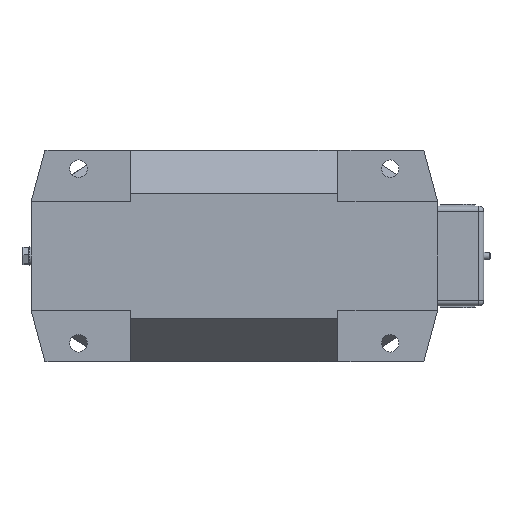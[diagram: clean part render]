
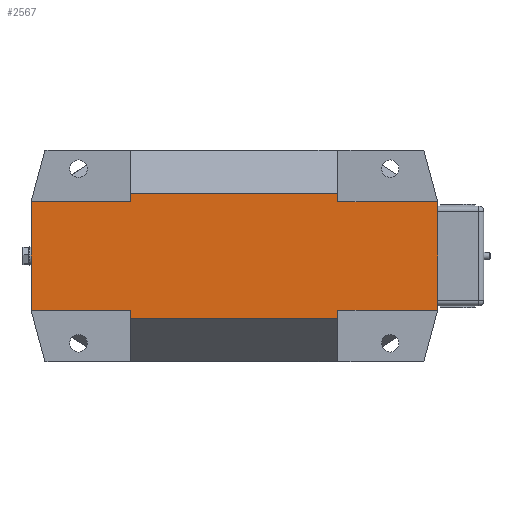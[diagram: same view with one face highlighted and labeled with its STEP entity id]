
A CAD part, front view. The second image highlights one B-rep face of the part: STEP entity #2567.
In plain terms, the highlighted planar face has unit normal (0, -1, 0).
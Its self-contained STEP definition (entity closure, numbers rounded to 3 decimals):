
#58 = LINE ( 'NONE', #3180, #4210 ) ;
#283 = CARTESIAN_POINT ( 'NONE',  ( -163., 3., 43.5 ) ) ;
#660 = EDGE_CURVE ( 'NONE', #3931, #1908, #5406, .T. ) ;
#669 = EDGE_CURVE ( 'NONE', #6346, #5067, #58, .T. ) ;
#706 = CARTESIAN_POINT ( 'NONE',  ( -83., 3., -50. ) ) ;
#725 = DIRECTION ( 'NONE',  ( 0., 1., 0. ) ) ;
#844 = LINE ( 'NONE', #2373, #7503 ) ;
#1234 = LINE ( 'NONE', #2654, #3371 ) ;
#1350 = CARTESIAN_POINT ( 'NONE',  ( 83., 3., 50. ) ) ;
#1524 = EDGE_CURVE ( 'NONE', #4406, #2814, #1793, .T. ) ;
#1787 = CARTESIAN_POINT ( 'NONE',  ( -83., 3., -85.001 ) ) ;
#1793 = LINE ( 'NONE', #4881, #2157 ) ;
#1908 = VERTEX_POINT ( 'NONE', #2846 ) ;
#2157 = VECTOR ( 'NONE', #7943, 1000. ) ;
#2325 = DIRECTION ( 'NONE',  ( 1., 0., 0. ) ) ;
#2369 = ORIENTED_EDGE ( 'NONE', *, *, #1524, .T. ) ;
#2373 = CARTESIAN_POINT ( 'NONE',  ( -83., 3., -85.001 ) ) ;
#2455 = ORIENTED_EDGE ( 'NONE', *, *, #8422, .T. ) ;
#2560 = ORIENTED_EDGE ( 'NONE', *, *, #3935, .F. ) ;
#2567 = ADVANCED_FACE ( 'NONE', ( #6082 ), #3720, .F. ) ;
#2654 = CARTESIAN_POINT ( 'NONE',  ( 163., 3., 43.5 ) ) ;
#2687 = CARTESIAN_POINT ( 'NONE',  ( 83., 3., 43.5 ) ) ;
#2814 = VERTEX_POINT ( 'NONE', #1350 ) ;
#2846 = CARTESIAN_POINT ( 'NONE',  ( -83., 3., 43.5 ) ) ;
#2867 = EDGE_CURVE ( 'NONE', #6787, #3931, #6059, .T. ) ;
#3179 = DIRECTION ( 'NONE',  ( 0., 0., 1. ) ) ;
#3180 = CARTESIAN_POINT ( 'NONE',  ( 83., 3., -50. ) ) ;
#3206 = CARTESIAN_POINT ( 'NONE',  ( -163., 3., 43.5 ) ) ;
#3371 = VECTOR ( 'NONE', #6679, 1000. ) ;
#3580 = CARTESIAN_POINT ( 'NONE',  ( -83., 3., 50. ) ) ;
#3720 = PLANE ( 'NONE',  #7271 ) ;
#3723 = CARTESIAN_POINT ( 'NONE',  ( 163., 3., -43.5 ) ) ;
#3874 = VERTEX_POINT ( 'NONE', #3723 ) ;
#3926 = EDGE_CURVE ( 'NONE', #4406, #9560, #6375, .T. ) ;
#3931 = VERTEX_POINT ( 'NONE', #283 ) ;
#3935 = EDGE_CURVE ( 'NONE', #5067, #9862, #5586, .T. ) ;
#4059 = DIRECTION ( 'NONE',  ( 0., 0., 1. ) ) ;
#4069 = VECTOR ( 'NONE', #9345, 1000. ) ;
#4210 = VECTOR ( 'NONE', #7807, 1000. ) ;
#4406 = VERTEX_POINT ( 'NONE', #2687 ) ;
#4495 = VECTOR ( 'NONE', #6063, 1000. ) ;
#4827 = CARTESIAN_POINT ( 'NONE',  ( 83., 3., -85.001 ) ) ;
#4875 = DIRECTION ( 'NONE',  ( 1., 0., 0. ) ) ;
#4881 = CARTESIAN_POINT ( 'NONE',  ( 83., 3., -85.001 ) ) ;
#5067 = VERTEX_POINT ( 'NONE', #706 ) ;
#5406 = LINE ( 'NONE', #7706, #8560 ) ;
#5586 = LINE ( 'NONE', #1787, #8583 ) ;
#5640 = CARTESIAN_POINT ( 'NONE',  ( -83., 3., -43.5 ) ) ;
#5649 = CARTESIAN_POINT ( 'NONE',  ( 83., 3., -43.5 ) ) ;
#5815 = EDGE_CURVE ( 'NONE', #8837, #3874, #8243, .T. ) ;
#5873 = DIRECTION ( 'NONE',  ( 1., 0., 0. ) ) ;
#5900 = ORIENTED_EDGE ( 'NONE', *, *, #5815, .T. ) ;
#6059 = LINE ( 'NONE', #9300, #4069 ) ;
#6060 = LINE ( 'NONE', #6894, #8320 ) ;
#6063 = DIRECTION ( 'NONE',  ( -1., 0., 0. ) ) ;
#6065 = EDGE_LOOP ( 'NONE', ( #9576, #5900, #9868, #9055, #2369, #2455, #8031, #7751, #7964, #7261, #2560, #7199 ) ) ;
#6082 = FACE_OUTER_BOUND ( 'NONE', #6065, .T. ) ;
#6098 = EDGE_CURVE ( 'NONE', #6787, #9862, #6060, .T. ) ;
#6155 = CARTESIAN_POINT ( 'NONE',  ( -163., 3., -43.5 ) ) ;
#6229 = EDGE_CURVE ( 'NONE', #1908, #7349, #844, .T. ) ;
#6321 = DIRECTION ( 'NONE',  ( 0., 0., 1. ) ) ;
#6346 = VERTEX_POINT ( 'NONE', #8731 ) ;
#6375 = LINE ( 'NONE', #3206, #7608 ) ;
#6679 = DIRECTION ( 'NONE',  ( 0., 0., 1. ) ) ;
#6706 = CARTESIAN_POINT ( 'NONE',  ( 163., 3., 43.5 ) ) ;
#6787 = VERTEX_POINT ( 'NONE', #6155 ) ;
#6894 = CARTESIAN_POINT ( 'NONE',  ( -163., 3., -43.5 ) ) ;
#7199 = ORIENTED_EDGE ( 'NONE', *, *, #669, .F. ) ;
#7261 = ORIENTED_EDGE ( 'NONE', *, *, #6098, .T. ) ;
#7271 = AXIS2_PLACEMENT_3D ( 'NONE', #8977, #725, #9131 ) ;
#7349 = VERTEX_POINT ( 'NONE', #3580 ) ;
#7503 = VECTOR ( 'NONE', #3179, 1000. ) ;
#7560 = DIRECTION ( 'NONE',  ( 1., 0., 0. ) ) ;
#7608 = VECTOR ( 'NONE', #4875, 1000. ) ;
#7706 = CARTESIAN_POINT ( 'NONE',  ( -163., 3., 43.5 ) ) ;
#7751 = ORIENTED_EDGE ( 'NONE', *, *, #660, .F. ) ;
#7807 = DIRECTION ( 'NONE',  ( -1., 0., 0. ) ) ;
#7943 = DIRECTION ( 'NONE',  ( 0., 0., 1. ) ) ;
#7964 = ORIENTED_EDGE ( 'NONE', *, *, #2867, .F. ) ;
#8031 = ORIENTED_EDGE ( 'NONE', *, *, #6229, .F. ) ;
#8075 = VECTOR ( 'NONE', #4059, 1000. ) ;
#8184 = VECTOR ( 'NONE', #5873, 1000. ) ;
#8243 = LINE ( 'NONE', #8964, #8184 ) ;
#8284 = CARTESIAN_POINT ( 'NONE',  ( 83., 3., 50. ) ) ;
#8320 = VECTOR ( 'NONE', #7560, 1000. ) ;
#8422 = EDGE_CURVE ( 'NONE', #2814, #7349, #9056, .T. ) ;
#8560 = VECTOR ( 'NONE', #2325, 1000. ) ;
#8583 = VECTOR ( 'NONE', #6321, 1000. ) ;
#8663 = LINE ( 'NONE', #4827, #8075 ) ;
#8731 = CARTESIAN_POINT ( 'NONE',  ( 83., 3., -50. ) ) ;
#8837 = VERTEX_POINT ( 'NONE', #5649 ) ;
#8964 = CARTESIAN_POINT ( 'NONE',  ( -163., 3., -43.5 ) ) ;
#8977 = CARTESIAN_POINT ( 'NONE',  ( 83., 3., -85.001 ) ) ;
#9055 = ORIENTED_EDGE ( 'NONE', *, *, #3926, .F. ) ;
#9056 = LINE ( 'NONE', #8284, #4495 ) ;
#9131 = DIRECTION ( 'NONE',  ( -1., 0., 0. ) ) ;
#9300 = CARTESIAN_POINT ( 'NONE',  ( -163., 3., 43.5 ) ) ;
#9345 = DIRECTION ( 'NONE',  ( 0., 0., 1. ) ) ;
#9560 = VERTEX_POINT ( 'NONE', #6706 ) ;
#9576 = ORIENTED_EDGE ( 'NONE', *, *, #9881, .T. ) ;
#9862 = VERTEX_POINT ( 'NONE', #5640 ) ;
#9868 = ORIENTED_EDGE ( 'NONE', *, *, #9976, .T. ) ;
#9881 = EDGE_CURVE ( 'NONE', #6346, #8837, #8663, .T. ) ;
#9976 = EDGE_CURVE ( 'NONE', #3874, #9560, #1234, .T. ) ;
